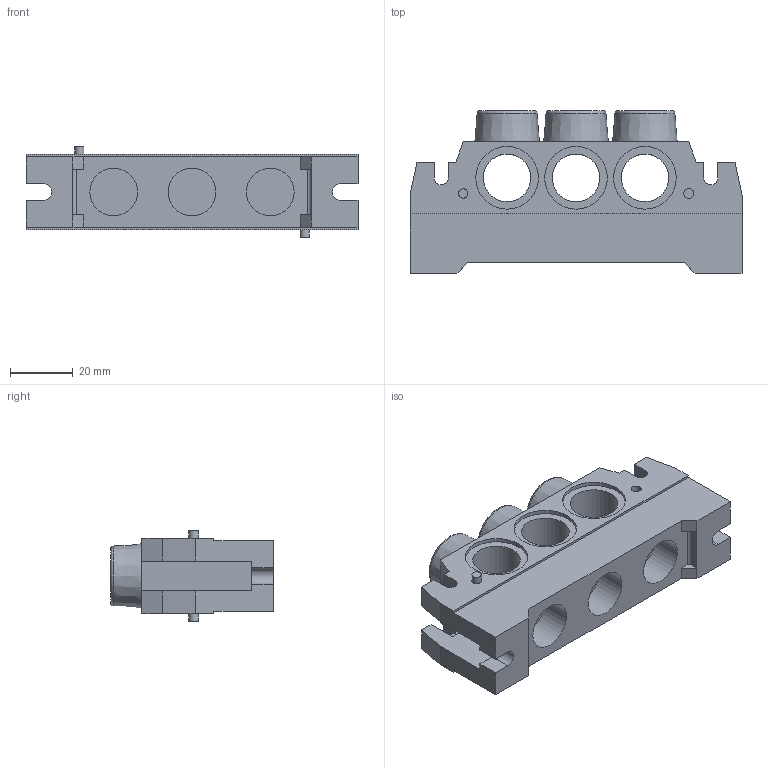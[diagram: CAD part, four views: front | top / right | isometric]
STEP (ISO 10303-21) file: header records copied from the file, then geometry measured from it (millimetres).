
FILE_DESCRIPTION(/* description */ ('BLOCCHETTO DI INGRESSO CONN. LINEA'),/* implementation_level */ '2;1');
FILE_NAME(/* name */ '1101_11.stp',/* time_stamp */ '2015-05-04T09:28:30+02:00',/* author */ ('Locatst1'),/* organization */ ('Pneumax S.p.A.'),/* preprocessor_version */ 'ST-DEVELOPER v15.2',/* originating_system */ 'Autodesk Inventor 2014',/* authorisation */ '');
FILE_SCHEMA (('AUTOMOTIVE_DESIGN { 1 0 10303 214 3 1 1 }'));
Length unit declared in the file: millimetre
Products named in the file (1): 110111
Bounding box: 106 x 52 x 29 mm (x, y, z)
Volume: 68835.2 mm3; surface area: 23700.6 mm2
Topology: 1 solids, 1 shells, 128 faces, 313 edges, 206 vertices
Faces by surface type: plane 95, cylinder 27, torus 3, cone 3
Full cylindrical faces by diameter (mm): 3 x2, 3.2 x2, 11.6 x3, 15.2 x6, 20 x6
Entity records: 3617 total; most frequent: CARTESIAN_POINT 617, DIRECTION 606, ORIENTED_EDGE 570, EDGE_CURVE 285, LINE 222, VECTOR 222, VERTEX_POINT 203, AXIS2_PLACEMENT_3D 192
